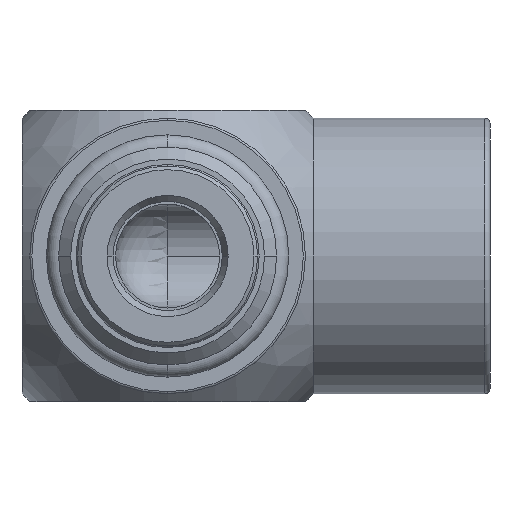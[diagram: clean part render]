
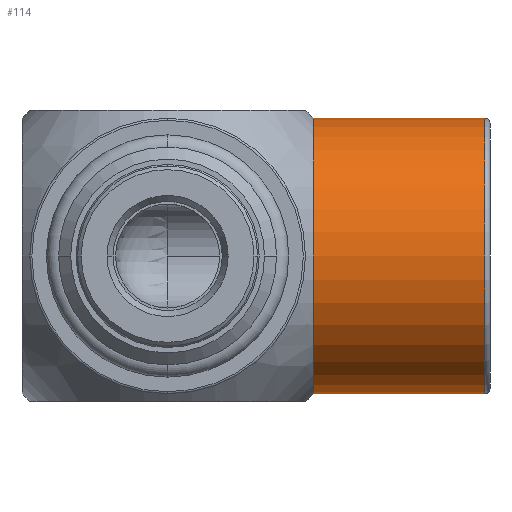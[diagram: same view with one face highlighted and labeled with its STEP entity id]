
A CAD part, front view. The second image highlights one B-rep face of the part: STEP entity #114.
In plain terms, the highlighted cylindrical face has radius 13.25 mm (diameter 26.5 mm), a partial arc.
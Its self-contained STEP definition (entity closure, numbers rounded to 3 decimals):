
#114=ADVANCED_FACE('',(#288),#289,.T.);
#288=FACE_OUTER_BOUND('',#507,.T.);
#289=CYLINDRICAL_SURFACE('',#508,13.25);
#507=EDGE_LOOP('',(#1121,#1122,#1123,#1124,#1125));
#508=AXIS2_PLACEMENT_3D('',#1126,#1127,#1128);
#1121=ORIENTED_EDGE('',*,*,#1469,.T.);
#1122=ORIENTED_EDGE('',*,*,#1590,.F.);
#1123=ORIENTED_EDGE('',*,*,#1591,.F.);
#1124=ORIENTED_EDGE('',*,*,#1471,.T.);
#1125=ORIENTED_EDGE('',*,*,#1592,.F.);
#1126=CARTESIAN_POINT('',(15.5,27.76,0.0));
#1127=DIRECTION('',(1.0,0.0,0.0));
#1128=DIRECTION('',(0.0,0.0,-1.0));
#1469=EDGE_CURVE('',#1790,#1782,#1791,.T.);
#1471=EDGE_CURVE('',#1785,#1792,#1794,.T.);
#1590=EDGE_CURVE('',#1984,#1782,#1985,.T.);
#1591=EDGE_CURVE('',#1785,#1984,#1986,.T.);
#1592=EDGE_CURVE('',#1790,#1792,#1987,.T.);
#1782=VERTEX_POINT('',#2213);
#1785=VERTEX_POINT('',#2216);
#1790=VERTEX_POINT('',#2221);
#1791=LINE('',#2222,#2223);
#1792=VERTEX_POINT('',#2224);
#1794=LINE('',#2226,#2227);
#1984=VERTEX_POINT('',#2623);
#1985=CIRCLE('',#2624,13.25);
#1986=CIRCLE('',#2625,13.25);
#1987=CIRCLE('',#2626,13.25);
#2213=CARTESIAN_POINT('',(30.5,27.76,-13.25));
#2216=CARTESIAN_POINT('',(30.5,27.76,13.25));
#2221=CARTESIAN_POINT('',(14.0,27.76,-13.25));
#2222=CARTESIAN_POINT('',(15.5,27.76,-13.25));
#2223=VECTOR('',#2884,1.0);
#2224=CARTESIAN_POINT('',(14.0,27.76,13.25));
#2226=CARTESIAN_POINT('',(15.5,27.76,13.25));
#2227=VECTOR('',#2888,1.0);
#2623=CARTESIAN_POINT('',(30.5,14.51,0.0));
#2624=AXIS2_PLACEMENT_3D('',#3104,#3105,#3106);
#2625=AXIS2_PLACEMENT_3D('',#3107,#3108,#3109);
#2626=AXIS2_PLACEMENT_3D('',#3110,#3111,#3112);
#2884=DIRECTION('',(1.0,0.0,0.0));
#2888=DIRECTION('',(-1.0,-0.0,-0.0));
#3104=CARTESIAN_POINT('',(30.5,27.76,0.0));
#3105=DIRECTION('',(1.0,0.0,0.0));
#3106=DIRECTION('',(0.0,0.0,-1.0));
#3107=CARTESIAN_POINT('',(30.5,27.76,0.0));
#3108=DIRECTION('',(1.0,0.0,0.0));
#3109=DIRECTION('',(0.0,0.0,-1.0));
#3110=CARTESIAN_POINT('',(14.0,27.76,0.0));
#3111=DIRECTION('',(-1.0,0.0,0.0));
#3112=DIRECTION('',(0.0,0.0,-1.0));
